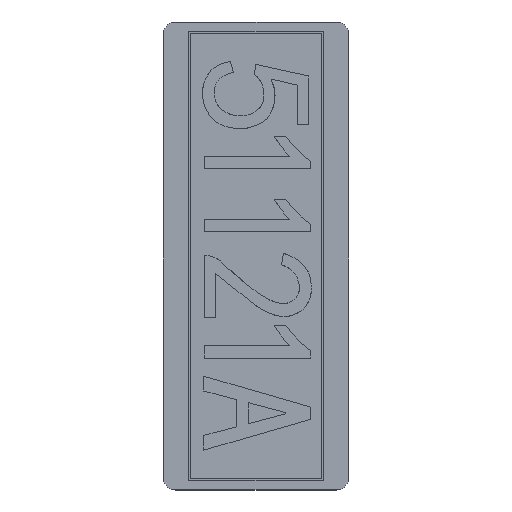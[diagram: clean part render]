
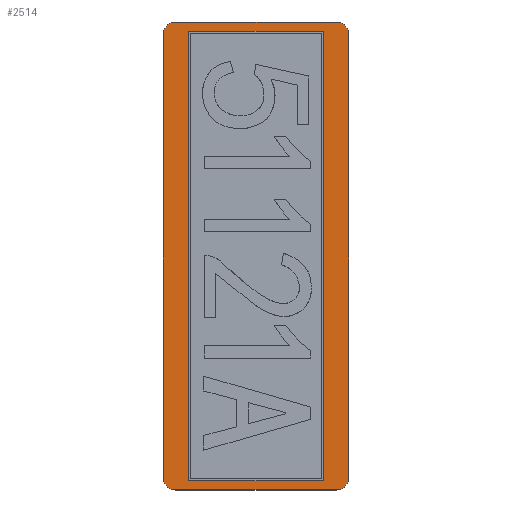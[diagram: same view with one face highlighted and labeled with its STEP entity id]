
A CAD part, top view. The second image highlights one B-rep face of the part: STEP entity #2514.
In plain terms, the highlighted planar face has unit normal (0, 0, 1).
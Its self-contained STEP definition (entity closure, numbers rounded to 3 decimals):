
#4 = CARTESIAN_POINT ( 'NONE',  ( -14.78, -49.38, 3.86 ) ) ;
#5 = CIRCLE ( 'NONE', #451, 3. ) ;
#15 = CARTESIAN_POINT ( 'NONE',  ( -17.78, 56.911, 3.86 ) ) ;
#20 = CARTESIAN_POINT ( 'NONE',  ( -20.78, 56.911, 3.86 ) ) ;
#23 = DIRECTION ( 'NONE',  ( 0., -1., 0. ) ) ;
#42 = ORIENTED_EDGE ( 'NONE', *, *, #3283, .F. ) ;
#128 = CARTESIAN_POINT ( 'NONE',  ( 17.22, -49.38, 3.86 ) ) ;
#132 = CARTESIAN_POINT ( 'NONE',  ( 20.22, -51.071, 3.86 ) ) ;
#163 = EDGE_CURVE ( 'NONE', #2217, #1812, #1617, .T. ) ;
#202 = CARTESIAN_POINT ( 'NONE',  ( -20.78, 56.911, 3.86 ) ) ;
#287 = VECTOR ( 'NONE', #936, 1000. ) ;
#406 = LINE ( 'NONE', #128, #2190 ) ;
#450 = EDGE_CURVE ( 'NONE', #2294, #1260, #3267, .T. ) ;
#451 = AXIS2_PLACEMENT_3D ( 'NONE', #1472, #761, #1805 ) ;
#467 = EDGE_CURVE ( 'NONE', #3151, #2294, #406, .T. ) ;
#491 = LINE ( 'NONE', #20, #1929 ) ;
#493 = ORIENTED_EDGE ( 'NONE', *, *, #1502, .T. ) ;
#554 = CARTESIAN_POINT ( 'NONE',  ( -17.78, -51.071, 3.86 ) ) ;
#587 = CARTESIAN_POINT ( 'NONE',  ( -14.78, 54.67, 3.86 ) ) ;
#601 = CARTESIAN_POINT ( 'NONE',  ( -24.18, -49.38, 3.86 ) ) ;
#635 = ORIENTED_EDGE ( 'NONE', *, *, #1967, .T. ) ;
#722 = VERTEX_POINT ( 'NONE', #1337 ) ;
#727 = AXIS2_PLACEMENT_3D ( 'NONE', #132, #1203, #2243 ) ;
#743 = VERTEX_POINT ( 'NONE', #1373 ) ;
#744 = AXIS2_PLACEMENT_3D ( 'NONE', #601, #1899, #1602 ) ;
#761 = DIRECTION ( 'NONE',  ( 0., 0., 1. ) ) ;
#814 = CARTESIAN_POINT ( 'NONE',  ( -20.78, -51.071, 3.86 ) ) ;
#894 = DIRECTION ( 'NONE',  ( 0., 0., 1. ) ) ;
#907 = EDGE_CURVE ( 'NONE', #722, #1179, #3171, .T. ) ;
#936 = DIRECTION ( 'NONE',  ( -1., 0., 0. ) ) ;
#959 = ORIENTED_EDGE ( 'NONE', *, *, #3139, .T. ) ;
#981 = CARTESIAN_POINT ( 'NONE',  ( -14.78, -51.83, 3.86 ) ) ;
#1016 = ORIENTED_EDGE ( 'NONE', *, *, #467, .F. ) ;
#1160 = VECTOR ( 'NONE', #3304, 1000. ) ;
#1173 = DIRECTION ( 'NONE',  ( 0., 1., 0. ) ) ;
#1176 = VECTOR ( 'NONE', #2647, 1000. ) ;
#1179 = VERTEX_POINT ( 'NONE', #1605 ) ;
#1203 = DIRECTION ( 'NONE',  ( 0., 0., 1. ) ) ;
#1209 = ORIENTED_EDGE ( 'NONE', *, *, #907, .T. ) ;
#1228 = CARTESIAN_POINT ( 'NONE',  ( 20.22, -54.071, 3.86 ) ) ;
#1260 = VERTEX_POINT ( 'NONE', #587 ) ;
#1288 = EDGE_LOOP ( 'NONE', ( #1209, #959, #1864, #1778, #2561, #635, #3209, #493 ) ) ;
#1289 = CIRCLE ( 'NONE', #3191, 3. ) ;
#1323 = CARTESIAN_POINT ( 'NONE',  ( -20.78, -54.071, 3.86 ) ) ;
#1337 = CARTESIAN_POINT ( 'NONE',  ( 23.22, -51.071, 3.86 ) ) ;
#1373 = CARTESIAN_POINT ( 'NONE',  ( 20.22, 56.911, 3.86 ) ) ;
#1391 = CARTESIAN_POINT ( 'NONE',  ( 17.22, 54.67, 3.86 ) ) ;
#1400 = AXIS2_PLACEMENT_3D ( 'NONE', #554, #2065, #2352 ) ;
#1417 = VECTOR ( 'NONE', #2640, 1000. ) ;
#1472 = CARTESIAN_POINT ( 'NONE',  ( 20.22, 53.911, 3.86 ) ) ;
#1487 = CIRCLE ( 'NONE', #727, 3. ) ;
#1502 = EDGE_CURVE ( 'NONE', #1812, #722, #1487, .T. ) ;
#1559 = VERTEX_POINT ( 'NONE', #814 ) ;
#1567 = EDGE_CURVE ( 'NONE', #2161, #1559, #491, .T. ) ;
#1602 = DIRECTION ( 'NONE',  ( 0., -1., 0. ) ) ;
#1605 = CARTESIAN_POINT ( 'NONE',  ( 23.22, 53.911, 3.86 ) ) ;
#1608 = CARTESIAN_POINT ( 'NONE',  ( 23.22, 56.911, 3.86 ) ) ;
#1617 = LINE ( 'NONE', #1323, #1176 ) ;
#1679 = CARTESIAN_POINT ( 'NONE',  ( -24.18, 54.67, 3.86 ) ) ;
#1721 = LINE ( 'NONE', #3292, #2534 ) ;
#1751 = VERTEX_POINT ( 'NONE', #981 ) ;
#1778 = ORIENTED_EDGE ( 'NONE', *, *, #2177, .T. ) ;
#1785 = ORIENTED_EDGE ( 'NONE', *, *, #450, .F. ) ;
#1805 = DIRECTION ( 'NONE',  ( -1., 0., 0. ) ) ;
#1809 = LINE ( 'NONE', #202, #1160 ) ;
#1812 = VERTEX_POINT ( 'NONE', #1228 ) ;
#1840 = CIRCLE ( 'NONE', #1400, 3. ) ;
#1864 = ORIENTED_EDGE ( 'NONE', *, *, #2842, .T. ) ;
#1899 = DIRECTION ( 'NONE',  ( 0., 0., -1. ) ) ;
#1907 = DIRECTION ( 'NONE',  ( 1., 0., 0. ) ) ;
#1929 = VECTOR ( 'NONE', #2153, 1000. ) ;
#1967 = EDGE_CURVE ( 'NONE', #1559, #2217, #1840, .T. ) ;
#2017 = VERTEX_POINT ( 'NONE', #15 ) ;
#2065 = DIRECTION ( 'NONE',  ( 0., 0., 1. ) ) ;
#2153 = DIRECTION ( 'NONE',  ( 0., -1., 0. ) ) ;
#2161 = VERTEX_POINT ( 'NONE', #3226 ) ;
#2162 = FACE_BOUND ( 'NONE', #2300, .T. ) ;
#2166 = CARTESIAN_POINT ( 'NONE',  ( -17.78, 53.911, 3.86 ) ) ;
#2177 = EDGE_CURVE ( 'NONE', #2017, #2161, #1289, .T. ) ;
#2190 = VECTOR ( 'NONE', #1173, 1000. ) ;
#2217 = VERTEX_POINT ( 'NONE', #2899 ) ;
#2243 = DIRECTION ( 'NONE',  ( -1., 0., 0. ) ) ;
#2294 = VERTEX_POINT ( 'NONE', #1391 ) ;
#2300 = EDGE_LOOP ( 'NONE', ( #3115, #42, #1785, #1016 ) ) ;
#2352 = DIRECTION ( 'NONE',  ( -1., 0., 0. ) ) ;
#2357 = EDGE_CURVE ( 'NONE', #1751, #3151, #1721, .T. ) ;
#2360 = LINE ( 'NONE', #4, #3239 ) ;
#2368 = PLANE ( 'NONE',  #744 ) ;
#2514 = ADVANCED_FACE ( 'NONE', ( #2162, #2926 ), #2368, .F. ) ;
#2534 = VECTOR ( 'NONE', #1907, 1000. ) ;
#2561 = ORIENTED_EDGE ( 'NONE', *, *, #1567, .T. ) ;
#2640 = DIRECTION ( 'NONE',  ( 0., 1., 0. ) ) ;
#2647 = DIRECTION ( 'NONE',  ( 1., 0., 0. ) ) ;
#2706 = DIRECTION ( 'NONE',  ( -1., 0., 0. ) ) ;
#2835 = CARTESIAN_POINT ( 'NONE',  ( 17.22, -51.83, 3.86 ) ) ;
#2842 = EDGE_CURVE ( 'NONE', #743, #2017, #1809, .T. ) ;
#2899 = CARTESIAN_POINT ( 'NONE',  ( -17.78, -54.071, 3.86 ) ) ;
#2926 = FACE_OUTER_BOUND ( 'NONE', #1288, .T. ) ;
#3115 = ORIENTED_EDGE ( 'NONE', *, *, #2357, .F. ) ;
#3139 = EDGE_CURVE ( 'NONE', #1179, #743, #5, .T. ) ;
#3151 = VERTEX_POINT ( 'NONE', #2835 ) ;
#3171 = LINE ( 'NONE', #1608, #1417 ) ;
#3191 = AXIS2_PLACEMENT_3D ( 'NONE', #2166, #894, #2706 ) ;
#3209 = ORIENTED_EDGE ( 'NONE', *, *, #163, .T. ) ;
#3226 = CARTESIAN_POINT ( 'NONE',  ( -20.78, 53.911, 3.86 ) ) ;
#3239 = VECTOR ( 'NONE', #23, 1000. ) ;
#3267 = LINE ( 'NONE', #1679, #287 ) ;
#3283 = EDGE_CURVE ( 'NONE', #1260, #1751, #2360, .T. ) ;
#3292 = CARTESIAN_POINT ( 'NONE',  ( -24.18, -51.83, 3.86 ) ) ;
#3304 = DIRECTION ( 'NONE',  ( -1., 0., 0. ) ) ;
